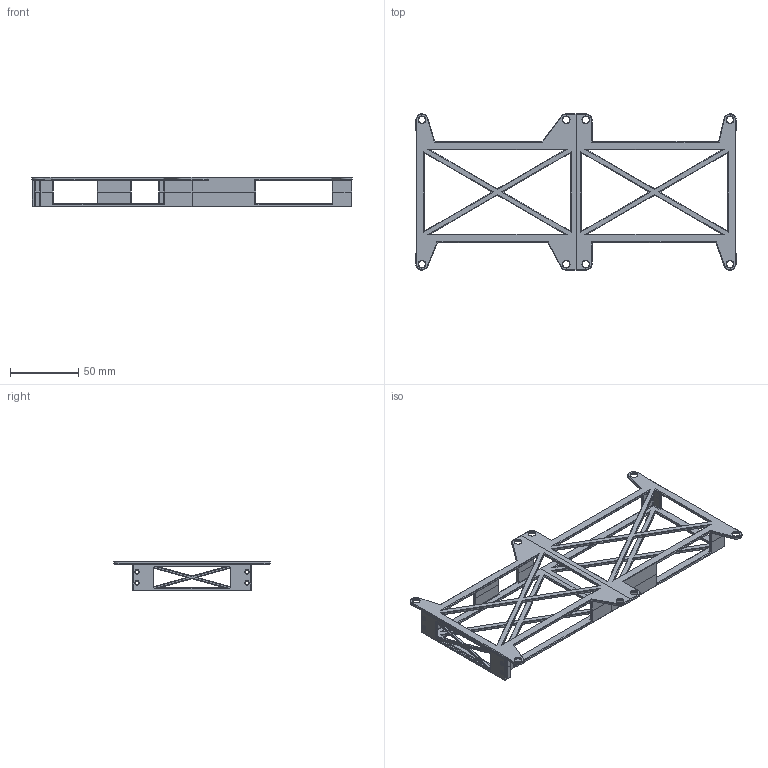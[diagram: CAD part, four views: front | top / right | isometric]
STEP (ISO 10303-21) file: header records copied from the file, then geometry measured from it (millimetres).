
FILE_DESCRIPTION(/* description */ (''),/* implementation_level */ '2;1');
FILE_NAME(/* name */ 'usb-cvdk6 holder v10.step',/* time_stamp */ '2021-09-22T01:58:21+09:00',/* author */ (''),/* organization */ (''),/* preprocessor_version */ 'ST-DEVELOPER v18.1',/* originating_system */ 'Autodesk Translation Framework v10.10.0.1391',/* authorisation */ '');
FILE_SCHEMA (('AUTOMOTIVE_DESIGN { 1 0 10303 214 3 1 1 }'));
Length unit declared in the file: millimetre
Products named in the file (1): usb-cvdk6 holder
Bounding box: 234.5 x 114.5 x 21.5 mm (x, y, z)
Volume: 35250.9 mm3; surface area: 45004.8 mm2
Topology: 5 solids, 5 shells, 1060 faces, 2250 edges, 1204 vertices
Faces by surface type: plane 928, cone 64, bspline 44, cylinder 24
Full cylindrical faces by diameter (mm): 2.5 x8, 5 x8
Entity records: 29672 total; most frequent: CARTESIAN_POINT 7456, ORIENTED_EDGE 4500, DIRECTION 4354, EDGE_CURVE 2250, LINE 2080, VECTOR 2080, VERTEX_POINT 1204, AXIS2_PLACEMENT_3D 1137
